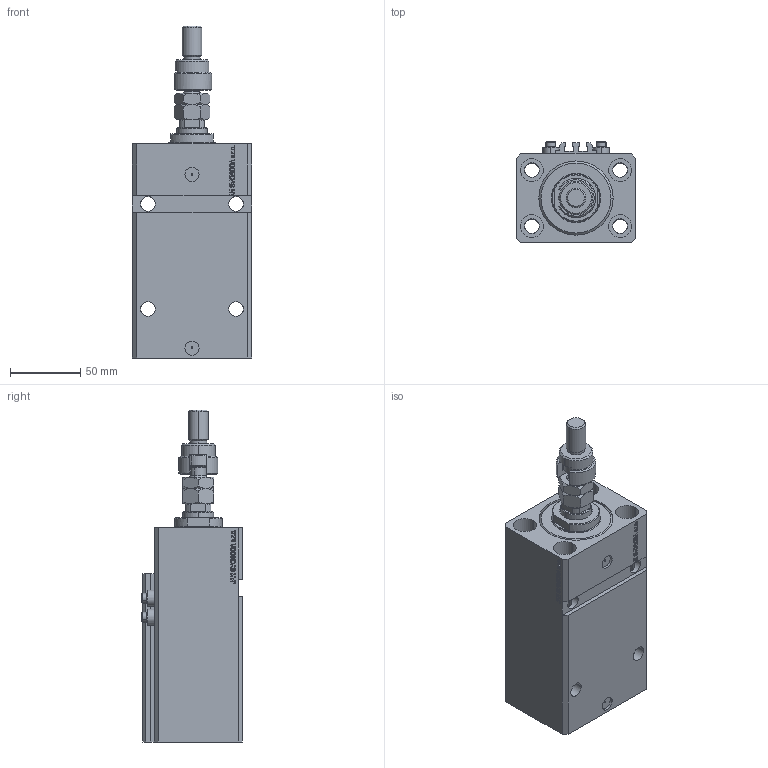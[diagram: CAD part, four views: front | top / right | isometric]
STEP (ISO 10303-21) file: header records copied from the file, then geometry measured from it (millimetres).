
FILE_DESCRIPTION (( 'STEP AP203' ), '1' );
FILE_NAME ('01e2.STEP', '2026-02-26T10:57:07', ( '' ), ( '' ), 'SwSTEP 2.0', 'SolidWorks 2019', '' );
FILE_SCHEMA (( 'CONFIG_CONTROL_DESIGN' ));
Length unit declared in the file: millimetre
Products named in the file (8): ALLEN BOLT V250CE eab19f5718671e5dac23b3eeec0a7eed; V250CE_VC_E eab19f5718671e5dac23b3eeec0a7eed; DFA eab19f5718671e5dac23b3eeec0a7eed; FEMALE_PART_FOR_DFA eab19f5718671e5dac23b3eeec0a7eed; MFA eab19f5718671e5dac23b3eeec0a7eed; V250CE_C_VCP eab19f5718671e5dac23b3eeec0a7eed; V250CE_E_Body eab19f5718671e5dac23b3eeec0a7eed; 01e2
Assembly tree (10 placements, depth 3):
  01e2
    V250CE_E_Body eab19f5718671e5dac23b3eeec0a7eed
    ALLEN BOLT V250CE eab19f5718671e5dac23b3eeec0a7eed  x4
    V250CE_C_VCP eab19f5718671e5dac23b3eeec0a7eed
    V250CE_VC_E eab19f5718671e5dac23b3eeec0a7eed
    DFA eab19f5718671e5dac23b3eeec0a7eed
      FEMALE_PART_FOR_DFA eab19f5718671e5dac23b3eeec0a7eed
      MFA eab19f5718671e5dac23b3eeec0a7eed
Bounding box: 85 x 72 x 237 mm (x, y, z)
Volume: 705763 mm3; surface area: 148783.8 mm2
Topology: 10 solids, 10 shells, 1192 faces, 2955 edges, 1893 vertices
Faces by surface type: plane 563, bspline 356, cylinder 159, cone 96, torus 18
Entity records: 50948 total; most frequent: CARTESIAN_POINT 25747, ORIENTED_EDGE 5600, DIRECTION 3824, EDGE_CURVE 2800, VERTEX_POINT 1809, LINE 1660, VECTOR 1660, EDGE_LOOP 1257
